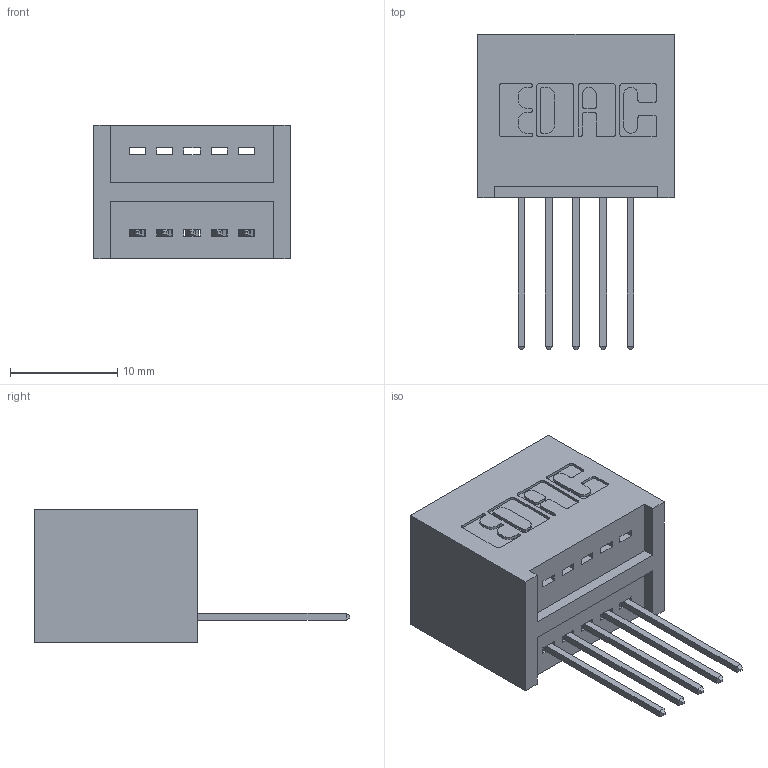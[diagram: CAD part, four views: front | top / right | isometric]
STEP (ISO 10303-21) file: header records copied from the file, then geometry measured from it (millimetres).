
FILE_DESCRIPTION (( 'STEP AP203' ), '1' );
FILE_NAME ('325-005-540-101.STEP', '2020-02-24T13:24:10', ( '' ), ( '' ), 'SwSTEP 2.0', 'SolidWorks 2016', '' );
FILE_SCHEMA (( 'CONFIG_CONTROL_DESIGN' ));
Length unit declared in the file: inch
Products named in the file (3): 325 Part_Lugless; 325-292-001_325-293-140; 325-005-540-101
Assembly tree (6 placements, depth 2):
  325-005-540-101
    325 Part_Lugless
    325-292-001_325-293-140  x5
Bounding box: 18.34 x 29.46 x 12.45 mm (x, y, z)
Volume: 2615.6 mm3; surface area: 2770.3 mm2
Topology: 6 solids, 6 shells, 396 faces, 1167 edges, 770 vertices
Faces by surface type: plane 276, cylinder 120
Entity records: 7583 total; most frequent: CARTESIAN_POINT 1321, ORIENTED_EDGE 1262, DIRECTION 1181, EDGE_CURVE 631, LINE 511, VECTOR 511, VERTEX_POINT 418, AXIS2_PLACEMENT_3D 335
